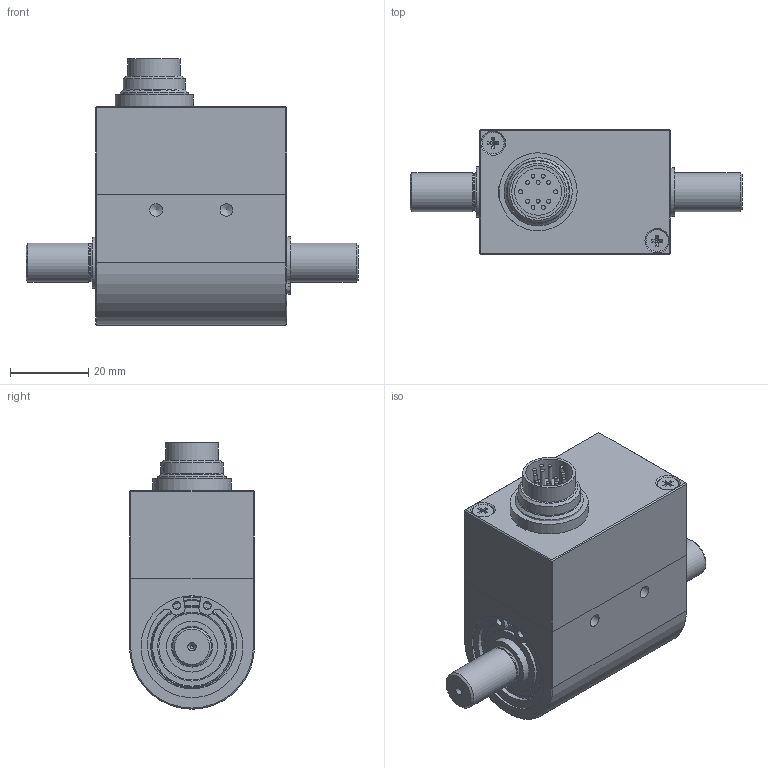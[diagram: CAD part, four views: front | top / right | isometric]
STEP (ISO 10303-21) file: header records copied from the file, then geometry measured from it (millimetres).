
FILE_DESCRIPTION( ( 'Unknown' ), '1' );
FILE_NAME( 'Dr2112-10-15Nm.stp', 'Unknown', ( 'Unknown' ), ( 'Unknown' ), 'PSStep 17.0.49', 'Unknown', ' ' );
FILE_SCHEMA( ( 'AUTOMOTIVE_DESIGN { 1 0 10303 214 1 1 1 1 }' ) );
Length unit declared in the file: millimetre
Products named in the file (26): 2112-b06_doc-00044207-oa1; 2112-002_doc-00043862; Sicherungsring DIN 472-26x1,2-T1; INA-17x26x5-61803 2RS; Sicherungsring DIN 472-28x1,2-T1-oa0; 2112-B20_DOC-00048444; 2112-010_DOC-00048447; Sicherungsring DIN 471-10x1-T1-oa2; INA-10x19x5-61800 2Z; 2112-007_doc-00043959; Paßscheibe DIN 988-P10x16x0,5-oa3; Paßscheibe DIN 988-P10x16x0,5-oa4; 2266-b05_doc-00045796; 2266-002_doc-00045790; senkschraube din 965-m3x25-h; Assem1; flanschstecker 12-polig serie 723; mutter m18x1,5_doc-00044769
Assembly tree (26 placements, depth 3):
  Assem1
    flanschstecker 12-polig serie 723
    mutter m18x1,5_doc-00044769
    2112-b06_doc-00044207-oa1
      2112-002_doc-00043862
      Sicherungsring DIN 472-26x1,2-T1
      INA-17x26x5-61803 2RS
      INA-17x26x5-61803 2RS
      INA-17x26x5-61803 2RS
      INA-17x26x5-61803 2RS
      INA-17x26x5-61803 2RS
      Sicherungsring DIN 472-28x1,2-T1-oa0
    2112-B20_DOC-00048444
      2112-010_DOC-00048447
      Sicherungsring DIN 471-10x1-T1-oa2
      INA-10x19x5-61800 2Z
      INA-10x19x5-61800 2Z
      INA-10x19x5-61800 2Z
      INA-10x19x5-61800 2Z
      INA-10x19x5-61800 2Z
      2112-007_doc-00043959
      Paßscheibe DIN 988-P10x16x0,5-oa3
      Paßscheibe DIN 988-P10x16x0,5-oa4
    2266-b05_doc-00045796
      2266-002_doc-00045790
      senkschraube din 965-m3x25-h  x2
Bounding box: 85 x 32 x 68.2 mm (x, y, z)
Volume: 41377.8 mm3; surface area: 35963.8 mm2
Topology: 23 solids, 25 shells, 379 faces, 793 edges, 517 vertices
Faces by surface type: plane 173, cylinder 148, cone 39, torus 19
Full cylindrical faces by diameter (mm): 1 x26, 1.5 x2, 2 x4, 2.387 x2, 2.459 x2, 3 x2, 3.242 x4, 3.4 x2, 5.6 x2, 9.4 x1, 9.6 x1, 10 x6, 12 x1, 12.6 x2, 12.8 x2, 12.9 x2, 13 x3, 13.5 x1, 15 x1, 15.875 x1, 16.5 x1, 16.7 x2, 17 x2, 17.08 x2, 17.28 x2, 17.3 x2, 17.462 x1, 17.8 x1, 19 x2, 19.9 x1
Entity records: 11226 total; most frequent: DIRECTION 1616, CARTESIAN_POINT 1348, ORIENTED_EDGE 1048, AXIS2_PLACEMENT_3D 708, EDGE_LOOP 606, EDGE_CURVE 524, FACE_OUTER_BOUND 467, VERTEX_POINT 440
